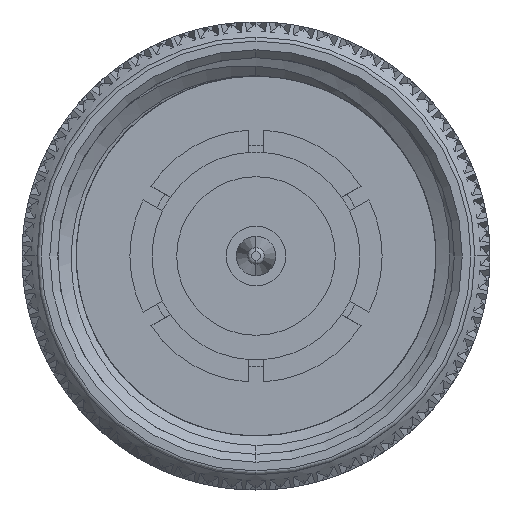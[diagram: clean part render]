
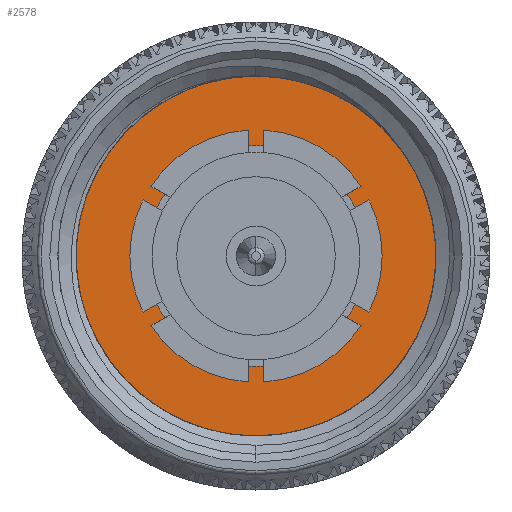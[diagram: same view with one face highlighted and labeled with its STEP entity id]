
A CAD part, front view. The second image highlights one B-rep face of the part: STEP entity #2578.
In plain terms, the highlighted face is planar.
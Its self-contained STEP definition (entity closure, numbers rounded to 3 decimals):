
#1888 = DIRECTION ( 'NONE',  ( -1., 0., 0. ) ) ;
#2375 = CIRCLE ( 'NONE', #97684, 6.35 ) ;
#2578 = ADVANCED_FACE ( 'NONE', ( #98389, #10223 ), #66169, .T. ) ;
#2772 = ORIENTED_EDGE ( 'NONE', *, *, #75691, .T. ) ;
#3912 = EDGE_LOOP ( 'NONE', ( #36321, #111436, #56051, #118267, #2772 ) ) ;
#4030 = CARTESIAN_POINT ( 'NONE',  ( 8.001, -2.865, -5.406 ) ) ;
#9722 = CARTESIAN_POINT ( 'NONE',  ( 8.001, 0., 0. ) ) ;
#10223 = FACE_BOUND ( 'NONE', #99773, .T. ) ;
#10776 = AXIS2_PLACEMENT_3D ( 'NONE', #86218, #30920, #29722 ) ;
#10953 = CARTESIAN_POINT ( 'NONE',  ( 8.001, 4.393, -3.759 ) ) ;
#11335 = DIRECTION ( 'NONE',  ( 0., -1., 0. ) ) ;
#12167 = CARTESIAN_POINT ( 'NONE',  ( 8.001, -0.574, -5.991 ) ) ;
#12575 = CARTESIAN_POINT ( 'NONE',  ( 8.001, -4.556, -4.208 ) ) ;
#13390 = CARTESIAN_POINT ( 'NONE',  ( 8.001, 2.046, -5.542 ) ) ;
#14532 = CARTESIAN_POINT ( 'NONE',  ( 8.001, 3.531, 0. ) ) ;
#15634 = LINE ( 'NONE', #29997, #69141 ) ;
#16248 = VERTEX_POINT ( 'NONE', #117320 ) ;
#17164 = DIRECTION ( 'NONE',  ( -1., 0., 0. ) ) ;
#21512 = CARTESIAN_POINT ( 'NONE',  ( 8.001, -1.163, -5.93 ) ) ;
#22301 = CARTESIAN_POINT ( 'NONE',  ( 8.001, 2.839, -5.137 ) ) ;
#22696 = CARTESIAN_POINT ( 'NONE',  ( 8.001, -5.992, -1.975 ) ) ;
#29436 = CARTESIAN_POINT ( 'NONE',  ( 8.001, 0., 0. ) ) ;
#29722 = DIRECTION ( 'NONE',  ( 0., -1., 0. ) ) ;
#29997 = CARTESIAN_POINT ( 'NONE',  ( 8.001, 0., 0. ) ) ;
#30920 = DIRECTION ( 'NONE',  ( -1., 0., 0. ) ) ;
#31129 = DIRECTION ( 'NONE',  ( -1., 0., 0. ) ) ;
#33203 = VERTEX_POINT ( 'NONE', #108602 ) ;
#33707 = VERTEX_POINT ( 'NONE', #75604 ) ;
#36158 = VERTEX_POINT ( 'NONE', #14532 ) ;
#36321 = ORIENTED_EDGE ( 'NONE', *, *, #97577, .T. ) ;
#40872 = CARTESIAN_POINT ( 'NONE',  ( 8.001, -5.622, -2.782 ) ) ;
#41268 = CARTESIAN_POINT ( 'NONE',  ( 8.001, -3.128, -5.272 ) ) ;
#41425 = EDGE_CURVE ( 'NONE', #105423, #16248, #106205, .T. ) ;
#43127 = CARTESIAN_POINT ( 'NONE',  ( 8.001, 4.95, -3.014 ) ) ;
#43509 = CARTESIAN_POINT ( 'NONE',  ( 8.001, 4.565, -3.514 ) ) ;
#43790 = ORIENTED_EDGE ( 'NONE', *, *, #80868, .F. ) ;
#45182 = AXIS2_PLACEMENT_3D ( 'NONE', #9722, #82024, #92092 ) ;
#49299 = CARTESIAN_POINT ( 'NONE',  ( 8.001, -2.318, -5.635 ) ) ;
#49694 = CARTESIAN_POINT ( 'NONE',  ( 8.001, 0.622, -5.962 ) ) ;
#50080 = CARTESIAN_POINT ( 'NONE',  ( 8.001, 3.788, -4.416 ) ) ;
#50500 = CARTESIAN_POINT ( 'NONE',  ( 8.001, -3.637, -4.966 ) ) ;
#53840 = CARTESIAN_POINT ( 'NONE',  ( 8.001, 0., 0. ) ) ;
#54878 = ORIENTED_EDGE ( 'NONE', *, *, #59768, .F. ) ;
#55207 = AXIS2_PLACEMENT_3D ( 'NONE', #85638, #31129, #11335 ) ;
#56051 = ORIENTED_EDGE ( 'NONE', *, *, #102025, .T. ) ;
#57757 = CIRCLE ( 'NONE', #10776, 3.531 ) ;
#58589 = CARTESIAN_POINT ( 'NONE',  ( 8.001, -4.342, -4.412 ) ) ;
#59768 = EDGE_CURVE ( 'NONE', #36158, #102487, #57757, .T. ) ;
#61207 = CARTESIAN_POINT ( 'NONE',  ( 8.001, 5.761, -0.631 ) ) ;
#65234 = CARTESIAN_POINT ( 'NONE',  ( 8.001, 5.761, 0. ) ) ;
#66169 = PLANE ( 'NONE',  #94092 ) ;
#66568 = DIRECTION ( 'NONE',  ( 0., -1., 0. ) ) ;
#67499 = CARTESIAN_POINT ( 'NONE',  ( 8.001, 3.088, -4.976 ) ) ;
#68286 = CARTESIAN_POINT ( 'NONE',  ( 8.001, -3.883, -4.791 ) ) ;
#68701 = CARTESIAN_POINT ( 'NONE',  ( 8.001, 1.202, -5.847 ) ) ;
#69100 = CARTESIAN_POINT ( 'NONE',  ( 8.001, 4.202, -3.988 ) ) ;
#69141 = VECTOR ( 'NONE', #85712, 1000. ) ;
#72361 = B_SPLINE_CURVE_WITH_KNOTS ( 'NONE', 3,
 ( #85663, #10953, #69100, #50080, #78364, #67499, #22301, #113809, #13390, #68701, #49694, #104561, #12167, #21512, #114628, #96917, #49299, #4030, #41268, #50500, #68286, #58589, #12575, #86050, #77988, #114228, #40872, #113435, #22696, #95705, #86856, #87249 ),
 .UNSPECIFIED., .F., .F.,
 ( 4, 2, 2, 2, 2, 2, 2, 2, 2, 2, 2, 2, 2, 2, 2, 4 ),
 ( 0., 0.001, 0.002, 0.003, 0.004, 0.005, 0.006, 0.007, 0.008, 0.009, 0.01, 0.011, 0.012, 0.013, 0.013, 0.014 ),
 .UNSPECIFIED. ) ;
#72461 = DIRECTION ( 'NONE',  ( 0., -1., 0. ) ) ;
#75147 = EDGE_CURVE ( 'NONE', #102672, #33203, #2375, .T. ) ;
#75604 = CARTESIAN_POINT ( 'NONE',  ( 8.001, -6.297, -0.82 ) ) ;
#75691 = EDGE_CURVE ( 'NONE', #16248, #33707, #72361, .T. ) ;
#76753 = CIRCLE ( 'NONE', #55207, 6.35 ) ;
#77988 = CARTESIAN_POINT ( 'NONE',  ( 8.001, -5.138, -3.535 ) ) ;
#78364 = CARTESIAN_POINT ( 'NONE',  ( 8.001, 3.562, -4.616 ) ) ;
#80868 = EDGE_CURVE ( 'NONE', #102487, #36158, #117340, .T. ) ;
#82024 = DIRECTION ( 'NONE',  ( -1., 0., 0. ) ) ;
#85638 = CARTESIAN_POINT ( 'NONE',  ( 8.001, 0., 0. ) ) ;
#85663 = CARTESIAN_POINT ( 'NONE',  ( 8.001, 4.565, -3.514 ) ) ;
#85712 = DIRECTION ( 'NONE',  ( 0., -1., 0. ) ) ;
#86050 = CARTESIAN_POINT ( 'NONE',  ( 8.001, -4.954, -3.769 ) ) ;
#86218 = CARTESIAN_POINT ( 'NONE',  ( 8.001, 0., 0. ) ) ;
#86856 = CARTESIAN_POINT ( 'NONE',  ( 8.001, -6.247, -1.115 ) ) ;
#87249 = CARTESIAN_POINT ( 'NONE',  ( 8.001, -6.297, -0.82 ) ) ;
#88681 = CARTESIAN_POINT ( 'NONE',  ( 8.001, 5.251, -2.451 ) ) ;
#89095 = CARTESIAN_POINT ( 'NONE',  ( 8.001, 5.761, 0. ) ) ;
#92092 = DIRECTION ( 'NONE',  ( 0., -1., 0. ) ) ;
#94092 = AXIS2_PLACEMENT_3D ( 'NONE', #29436, #1888, #66568 ) ;
#94746 = CARTESIAN_POINT ( 'NONE',  ( 8.001, -6.35, 0. ) ) ;
#95705 = CARTESIAN_POINT ( 'NONE',  ( 8.001, -6.175, -1.408 ) ) ;
#96917 = CARTESIAN_POINT ( 'NONE',  ( 8.001, -2.032, -5.731 ) ) ;
#97577 = EDGE_CURVE ( 'NONE', #33707, #102672, #76753, .T. ) ;
#97684 = AXIS2_PLACEMENT_3D ( 'NONE', #53840, #17164, #72461 ) ;
#98389 = FACE_OUTER_BOUND ( 'NONE', #3912, .T. ) ;
#98727 = CARTESIAN_POINT ( 'NONE',  ( 8.001, 5.656, -1.26 ) ) ;
#99773 = EDGE_LOOP ( 'NONE', ( #54878, #43790 ) ) ;
#102025 = EDGE_CURVE ( 'NONE', #33203, #105423, #15634, .T. ) ;
#102487 = VERTEX_POINT ( 'NONE', #107291 ) ;
#102672 = VERTEX_POINT ( 'NONE', #94746 ) ;
#104561 = CARTESIAN_POINT ( 'NONE',  ( 8.001, -0.275, -6.001 ) ) ;
#105423 = VERTEX_POINT ( 'NONE', #65234 ) ;
#106205 = B_SPLINE_CURVE_WITH_KNOTS ( 'NONE', 3,
 ( #89095, #61207, #98727, #88681, #43127, #43509 ),
 .UNSPECIFIED., .F., .F.,
 ( 4, 2, 4 ),
 ( 0., 0.002, 0.004 ),
 .UNSPECIFIED. ) ;
#107291 = CARTESIAN_POINT ( 'NONE',  ( 8.001, -3.531, 0. ) ) ;
#108602 = CARTESIAN_POINT ( 'NONE',  ( 8.001, 6.35, 0. ) ) ;
#111436 = ORIENTED_EDGE ( 'NONE', *, *, #75147, .T. ) ;
#113435 = CARTESIAN_POINT ( 'NONE',  ( 8.001, -5.881, -2.25 ) ) ;
#113809 = CARTESIAN_POINT ( 'NONE',  ( 8.001, 2.319, -5.419 ) ) ;
#114228 = CARTESIAN_POINT ( 'NONE',  ( 8.001, -5.474, -3.039 ) ) ;
#114628 = CARTESIAN_POINT ( 'NONE',  ( 8.001, -1.455, -5.878 ) ) ;
#117320 = CARTESIAN_POINT ( 'NONE',  ( 8.001, 4.565, -3.514 ) ) ;
#117340 = CIRCLE ( 'NONE', #45182, 3.531 ) ;
#118267 = ORIENTED_EDGE ( 'NONE', *, *, #41425, .T. ) ;
